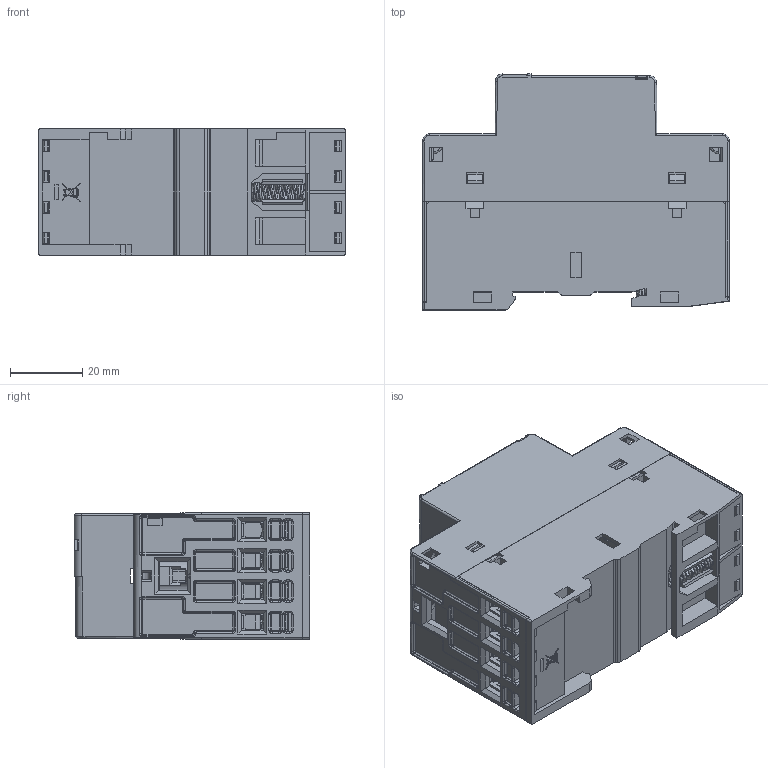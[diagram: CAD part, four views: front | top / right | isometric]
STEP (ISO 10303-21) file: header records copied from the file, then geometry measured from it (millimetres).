
FILE_DESCRIPTION((''),'2;1');
FILE_NAME('30046003-W_ASM_70_ASM','2019-08-02T',('jsubic'),('Audax d.o.o.'),'CREO PARAMETRIC BY PTC INC, 2015290','CREO PARAMETRIC BY PTC INC, 2015290','');
FILE_SCHEMA(('AUTOMOTIVE_DESIGN { 1 0 10303 214 1 1 1 1 }'));
Products named in the file (19): 37425044_102; 37425046_68; 37424428_25; 38552438-PLOCEVINA_21; 38552436-ZICA_17; 38552438_ASM_26_ASM; 38552437-PLOCEVINA_39; 38552437_ASM_45_ASM; 631003660_11; 37300799_14; 38552441_ASM_16_ASM; 37551781_42; 38552442_ASM_15_ASM; 37425053_13; 37200736_13; SPONKA_PROFILNA_14; 37300798_13; VIJAK-SPONKA-1_ASM_8_ASM; 30046003-W_ASM_70_ASM
Assembly tree (34 placements, depth 3):
  30046003-W_ASM_70_ASM
    37425044_102
    37425046_68
    37424428_25
    38552438_ASM_26_ASM  x2
      38552438-PLOCEVINA_21
      38552436-ZICA_17
    38552437_ASM_45_ASM  x6
      38552437-PLOCEVINA_39
      38552436-ZICA_17
    38552441_ASM_16_ASM  x8
      631003660_11
      37300799_14
    38552442_ASM_15_ASM  x2
      37551781_42
    37425053_13
    37200736_13
    VIJAK-SPONKA-1_ASM_8_ASM  x2
      SPONKA_PROFILNA_14
      37300798_13
Bounding box: 85 x 65.4 x 35 mm (x, y, z)
Volume: 40930.9 mm3; surface area: 75614.5 mm2
Topology: 43 solids, 61 shells, 5023 faces, 14030 edges, 9061 vertices
Faces by surface type: plane 3444, cylinder 887, bspline 280, torus 264, cone 142, sphere 6
Entity records: 129728 total; most frequent: CARTESIAN_POINT 26743, ORIENTED_EDGE 17666, DIRECTION 15941, EDGE_CURVE 8838, VECTOR 7081, LINE 7081, VERTEX_POINT 5684, AXIS2_PLACEMENT_3D 4430
